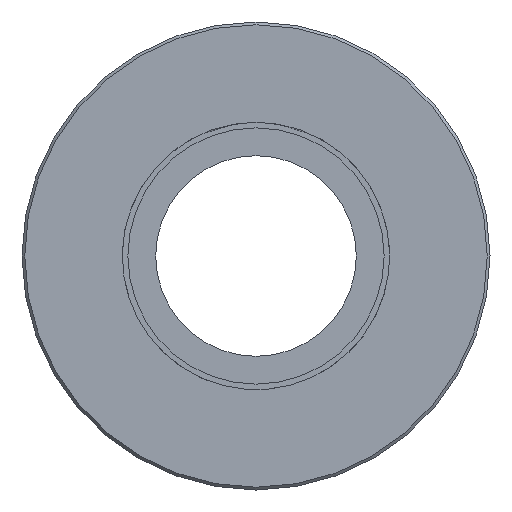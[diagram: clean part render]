
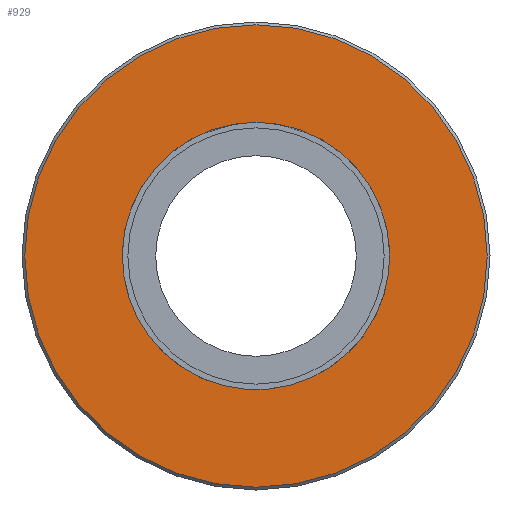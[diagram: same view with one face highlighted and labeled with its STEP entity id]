
A CAD part, left-side view. The second image highlights one B-rep face of the part: STEP entity #929.
In plain terms, the highlighted planar face has unit normal (-1, 0, 0).
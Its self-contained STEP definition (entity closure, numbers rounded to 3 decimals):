
#166=PLANE($,#988);
#218=FACE_BOUND($,#305,.T.);
#219=FACE_BOUND($,#306,.T.);
#305=EDGE_LOOP($,(#664));
#306=EDGE_LOOP($,(#665));
#385=CIRCLE($,#987,41.5);
#386=CIRCLE($,#989,24.);
#432=VERTEX_POINT($,#1354);
#433=VERTEX_POINT($,#1357);
#527=EDGE_CURVE($,#432,#432,#385,.T.);
#528=EDGE_CURVE($,#433,#433,#386,.T.);
#664=ORIENTED_EDGE($,*,*,#528,.T.);
#665=ORIENTED_EDGE($,*,*,#527,.F.);
#929=ADVANCED_FACE($,(#218,#219),#166,.T.);
#987=AXIS2_PLACEMENT_3D($,#1355,#1095,#1096);
#988=AXIS2_PLACEMENT_3D($,#1356,#1097,#1098);
#989=AXIS2_PLACEMENT_3D($,#1358,#1099,#1100);
#1095=DIRECTION('center_axis',(1.,0.,0.));
#1096=DIRECTION('ref_axis',(0.,-1.,0.));
#1097=DIRECTION('center_axis',(-1.,0.,0.));
#1098=DIRECTION('ref_axis',(0.,0.,1.));
#1099=DIRECTION('center_axis',(1.,0.,0.));
#1100=DIRECTION('ref_axis',(0.,0.,-1.));
#1354=CARTESIAN_POINT('',(0.,41.5,0.));
#1355=CARTESIAN_POINT('Origin',(0.,0.,0.));
#1356=CARTESIAN_POINT('Origin',(0.,33.,0.));
#1357=CARTESIAN_POINT('',(0.,0.,
24.));
#1358=CARTESIAN_POINT('Origin',(0.,0.,0.));
